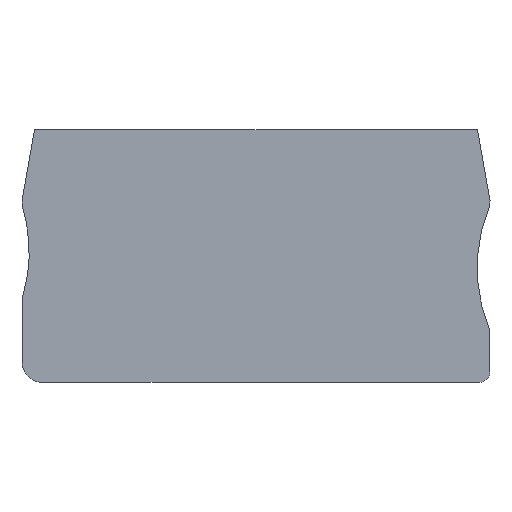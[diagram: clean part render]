
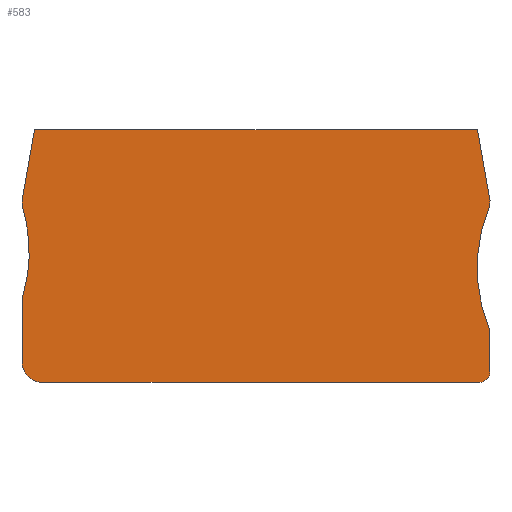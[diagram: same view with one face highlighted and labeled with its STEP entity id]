
A CAD part, top view. The second image highlights one B-rep face of the part: STEP entity #583.
In plain terms, the highlighted planar face has unit normal (0, 0, 1).
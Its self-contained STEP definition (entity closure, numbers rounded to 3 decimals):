
#372=AXIS2_PLACEMENT_3D('Circle Axis2P3D',#370,#371,$) ;
#429=AXIS2_PLACEMENT_3D('Circle Axis2P3D',#427,#428,$) ;
#460=AXIS2_PLACEMENT_3D('Circle Axis2P3D',#458,#459,$) ;
#523=AXIS2_PLACEMENT_3D('Plane Axis2P3D',#520,#521,#522) ;
#367=CARTESIAN_POINT('Vertex',(46.011,-9.43,55.87)) ;
#370=CARTESIAN_POINT('Axis2P3D Location',(59.759,-15.43,55.87)) ;
#374=CARTESIAN_POINT('Vertex',(46.011,-21.43,55.87)) ;
#399=CARTESIAN_POINT('Vertex',(45.011,-26.43,55.87)) ;
#402=CARTESIAN_POINT('Line Origine',(24.011,-26.43,55.87)) ;
#406=CARTESIAN_POINT('Vertex',(3.011,-26.43,55.87)) ;
#427=CARTESIAN_POINT('Axis2P3D Location',(3.011,-24.43,55.87)) ;
#431=CARTESIAN_POINT('Vertex',(1.011,-24.43,55.87)) ;
#455=CARTESIAN_POINT('Vertex',(46.011,-25.43,55.87)) ;
#458=CARTESIAN_POINT('Axis2P3D Location',(45.011,-25.43,55.87)) ;
#479=CARTESIAN_POINT('Vertex',(44.804,-2.13,55.87)) ;
#482=CARTESIAN_POINT('Line Origine',(45.408,-5.553,55.87)) ;
#486=CARTESIAN_POINT('Vertex',(46.011,-8.976,55.87)) ;
#507=CARTESIAN_POINT('Line Origine',(46.011,-9.203,55.87)) ;
#520=CARTESIAN_POINT('Axis2P3D Location',(24.761,-14.28,55.87)) ;
#525=CARTESIAN_POINT('Line Origine',(46.011,-23.43,55.87)) ;
#530=CARTESIAN_POINT('Line Origine',(23.511,-2.13,55.87)) ;
#534=CARTESIAN_POINT('Vertex',(2.218,-2.13,55.87)) ;
#537=CARTESIAN_POINT('Line Origine',(1.615,-5.553,55.87)) ;
#541=CARTESIAN_POINT('Vertex',(1.011,-8.976,55.87)) ;
#544=CARTESIAN_POINT('Line Origine',(1.011,-9.203,55.87)) ;
#548=CARTESIAN_POINT('Vertex',(1.011,-9.43,55.87)) ;
#552=CARTESIAN_POINT('Control Point',(1.011,-18.43,55.87)) ;
#553=CARTESIAN_POINT('Control Point',(1.285,-17.559,55.87)) ;
#554=CARTESIAN_POINT('Control Point',(1.493,-16.666,55.87)) ;
#555=CARTESIAN_POINT('Control Point',(1.632,-15.759,55.87)) ;
#556=CARTESIAN_POINT('Control Point',(1.772,-13.93,55.87)) ;
#557=CARTESIAN_POINT('Control Point',(1.632,-12.102,55.87)) ;
#558=CARTESIAN_POINT('Control Point',(1.493,-11.195,55.87)) ;
#559=CARTESIAN_POINT('Control Point',(1.285,-10.302,55.87)) ;
#560=CARTESIAN_POINT('Control Point',(1.011,-9.43,55.87)) ;
#561=CARTESIAN_POINT('Vertex',(1.011,-18.43,55.87)) ;
#564=CARTESIAN_POINT('Line Origine',(1.011,-21.43,55.87)) ;
#371=DIRECTION('Axis2P3D Direction',(0.,0.,-1.)) ;
#403=DIRECTION('Vector Direction',(1.,0.,0.)) ;
#428=DIRECTION('Axis2P3D Direction',(0.,0.,-1.)) ;
#459=DIRECTION('Axis2P3D Direction',(0.,0.,-1.)) ;
#483=DIRECTION('Vector Direction',(-0.174,0.985,0.)) ;
#508=DIRECTION('Vector Direction',(0.,1.,0.)) ;
#521=DIRECTION('Axis2P3D Direction',(0.,0.,1.)) ;
#522=DIRECTION('Axis2P3D XDirection',(1.,0.,0.)) ;
#526=DIRECTION('Vector Direction',(0.,1.,0.)) ;
#531=DIRECTION('Vector Direction',(-1.,0.,0.)) ;
#538=DIRECTION('Vector Direction',(-0.174,-0.985,0.)) ;
#545=DIRECTION('Vector Direction',(0.,-1.,0.)) ;
#565=DIRECTION('Vector Direction',(0.,-1.,0.)) ;
#404=VECTOR('Line Direction',#403,1.) ;
#484=VECTOR('Line Direction',#483,1.) ;
#509=VECTOR('Line Direction',#508,1.) ;
#527=VECTOR('Line Direction',#526,1.) ;
#532=VECTOR('Line Direction',#531,1.) ;
#539=VECTOR('Line Direction',#538,1.) ;
#546=VECTOR('Line Direction',#545,1.) ;
#566=VECTOR('Line Direction',#565,1.) ;
#570=ORIENTED_EDGE('',*,*,#408,.T.) ;
#571=ORIENTED_EDGE('',*,*,#462,.F.) ;
#572=ORIENTED_EDGE('',*,*,#529,.T.) ;
#573=ORIENTED_EDGE('',*,*,#376,.F.) ;
#574=ORIENTED_EDGE('',*,*,#511,.T.) ;
#575=ORIENTED_EDGE('',*,*,#488,.T.) ;
#576=ORIENTED_EDGE('',*,*,#536,.T.) ;
#577=ORIENTED_EDGE('',*,*,#543,.T.) ;
#578=ORIENTED_EDGE('',*,*,#550,.T.) ;
#579=ORIENTED_EDGE('',*,*,#563,.F.) ;
#580=ORIENTED_EDGE('',*,*,#568,.T.) ;
#581=ORIENTED_EDGE('',*,*,#433,.F.) ;
#583=ADVANCED_FACE('Geometry.1',(#582),#524,.T.) ;
#551=B_SPLINE_CURVE_WITH_KNOTS('',5,(#552,#553,#554,#555,#556,#557,#558,#559,#560),.UNSPECIFIED.,.F.,.U.,(6,3,6),(0.,4.582,9.164),.UNSPECIFIED.) ;
#373=CIRCLE('generated circle',#372,15.) ;
#430=CIRCLE('generated circle',#429,2.) ;
#461=CIRCLE('generated circle',#460,1.) ;
#376=EDGE_CURVE('',#368,#375,#373,.F.) ;
#408=EDGE_CURVE('',#407,#400,#405,.T.) ;
#433=EDGE_CURVE('',#407,#432,#430,.T.) ;
#462=EDGE_CURVE('',#456,#400,#461,.T.) ;
#488=EDGE_CURVE('',#487,#480,#485,.T.) ;
#511=EDGE_CURVE('',#368,#487,#510,.T.) ;
#529=EDGE_CURVE('',#456,#375,#528,.T.) ;
#536=EDGE_CURVE('',#480,#535,#533,.T.) ;
#543=EDGE_CURVE('',#535,#542,#540,.T.) ;
#550=EDGE_CURVE('',#542,#549,#547,.T.) ;
#563=EDGE_CURVE('',#562,#549,#551,.T.) ;
#568=EDGE_CURVE('',#562,#432,#567,.T.) ;
#569=EDGE_LOOP('',(#570,#571,#572,#573,#574,#575,#576,#577,#578,#579,#580,#581)) ;
#582=FACE_OUTER_BOUND('',#569,.T.) ;
#405=LINE('Line',#402,#404) ;
#485=LINE('Line',#482,#484) ;
#510=LINE('Line',#507,#509) ;
#528=LINE('Line',#525,#527) ;
#533=LINE('Line',#530,#532) ;
#540=LINE('Line',#537,#539) ;
#547=LINE('Line',#544,#546) ;
#567=LINE('Line',#564,#566) ;
#524=PLANE('',#523) ;
#368=VERTEX_POINT('',#367) ;
#375=VERTEX_POINT('',#374) ;
#400=VERTEX_POINT('',#399) ;
#407=VERTEX_POINT('',#406) ;
#432=VERTEX_POINT('',#431) ;
#456=VERTEX_POINT('',#455) ;
#480=VERTEX_POINT('',#479) ;
#487=VERTEX_POINT('',#486) ;
#535=VERTEX_POINT('',#534) ;
#542=VERTEX_POINT('',#541) ;
#549=VERTEX_POINT('',#548) ;
#562=VERTEX_POINT('',#561) ;
